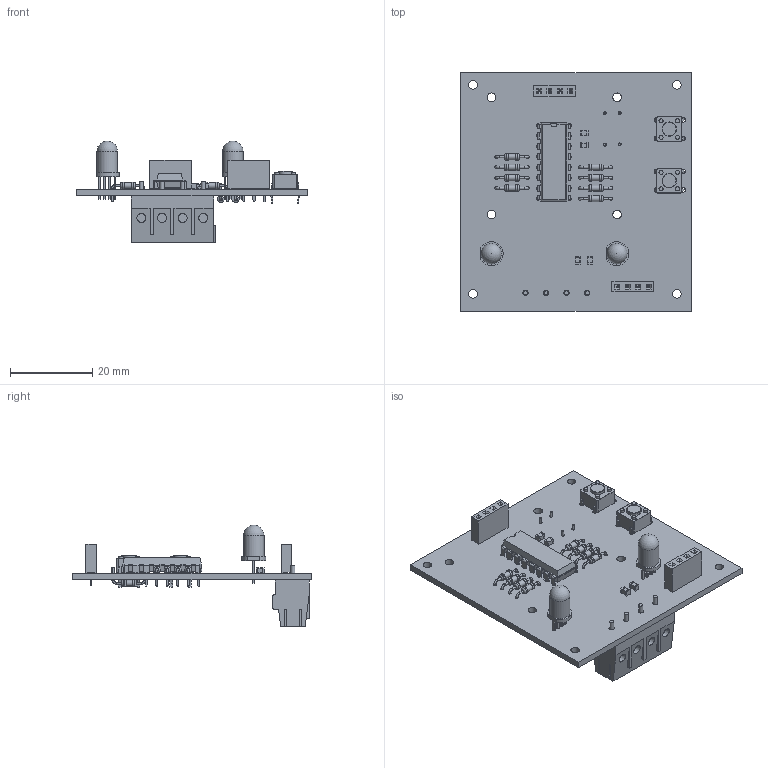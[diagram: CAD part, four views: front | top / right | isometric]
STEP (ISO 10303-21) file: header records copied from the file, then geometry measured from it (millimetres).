
FILE_DESCRIPTION(('KiCad electronic assembly'),'2;1');
FILE_NAME('heatger_I2C.step','2023-07-31T16:42:12',('Pcbnew'),('Kicad'), 'Open CASCADE STEP processor 7.6','KiCad to STEP converter','Unknown' );
FILE_SCHEMA(('AUTOMOTIVE_DESIGN { 1 0 10303 214 1 1 1 1 }'));
Length unit declared in the file: millimetre
Products named in the file (16): heatger_I2C 1; SW_PUSH_6mm; SOLID; C_0805_2012Metric; R_Axial_DIN0204_L3.6mm_D1.6mm_P7.62mm_Horizontal; PinSocket_1x04_P2.54mm_Vertical; DIP-16_W7.62mm; LED_D5.0mm-4_RGB; TerminalBlock_Phoenix_PT-1,5-4-5.0-H_1x04_P5.00mm_Horizontal; heatger_I2C PCB
Assembly tree (30 placements, depth 3):
  heatger_I2C 1
    SW_PUSH_6mm  x2
      SOLID
    C_0805_2012Metric  x4
      SOLID
    R_Axial_DIN0204_L3.6mm_D1.6mm_P7.62mm_Horizontal  x10
      SOLID
    PinSocket_1x04_P2.54mm_Vertical  x2
      SOLID
    DIP-16_W7.62mm
      SOLID
    LED_D5.0mm-4_RGB  x2
      SOLID
    TerminalBlock_Phoenix_PT-1,5-4-5.0-H_1x04_P5.00mm_Horizontal
      SOLID
    heatger_I2C PCB
Bounding box: 56 x 58 x 24.7 mm (x, y, z)
Volume: 7859.5 mm3; surface area: 11464 mm2
Topology: 23 solids, 23 shells, 1400 faces, 3534 edges, 2284 vertices
Faces by surface type: plane 969, cylinder 359, torus 42, bspline 28, sphere 2
Full cylindrical faces by diameter (mm): 0.5 x40, 0.7 x20, 0.8 x24, 1 x20, 1.1 x8, 1.3 x4, 1.44 x10, 1.6 x20, 2.1 x8, 2.2 x4, 3.5 x2, 3.8 x4, 4 x4, 5 x2
Entity records: 67072 total; most frequent: CARTESIAN_POINT 12730, DIRECTION 9037, LINE 6148, VECTOR 6148, ORIENTED_EDGE 4784, PCURVE 4784, DEFINITIONAL_REPRESENTATION 4784, EDGE_CURVE 2392
